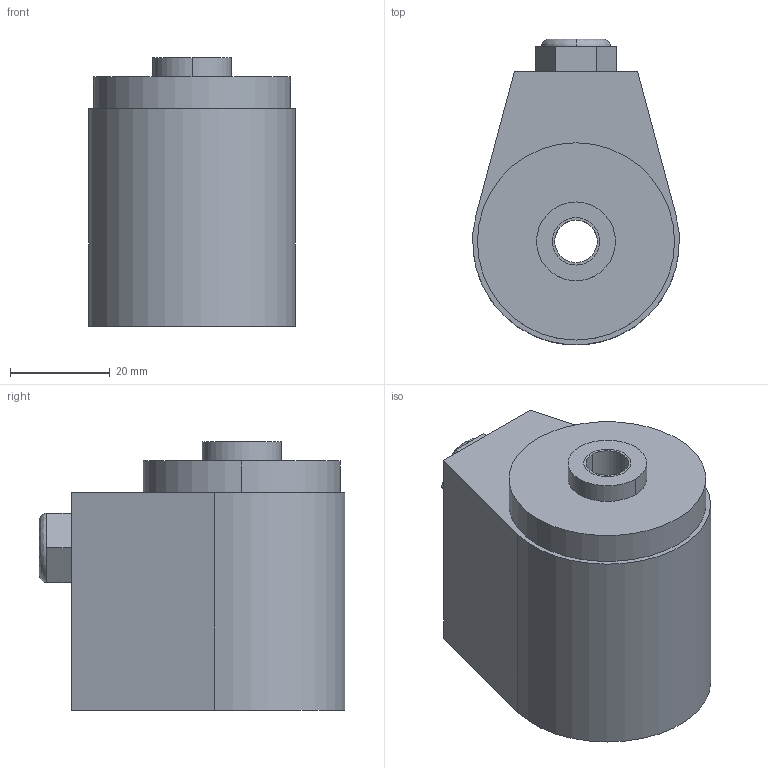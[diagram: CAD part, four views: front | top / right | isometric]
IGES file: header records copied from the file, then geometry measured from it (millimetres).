
Start section:  PTC IGES file: ilcm42021000.igs
Global section: file name: ilcm42021000.igs; native system: Creo Parametric by Parametric Technology Corporation; preprocessor: 2013320; author: ngp; organization: Unknown; date: 20180717.085613; units: millimetre
Bounding box: 41.4 x 61.36 x 53.98 mm (x, y, z)
Surface area: 15796 mm2 (no closed solid volume)
Topology: 0 solids, 0 shells, 74 faces, 430 edges, 518 vertices
Faces by surface type: revolution 43, bspline 31
